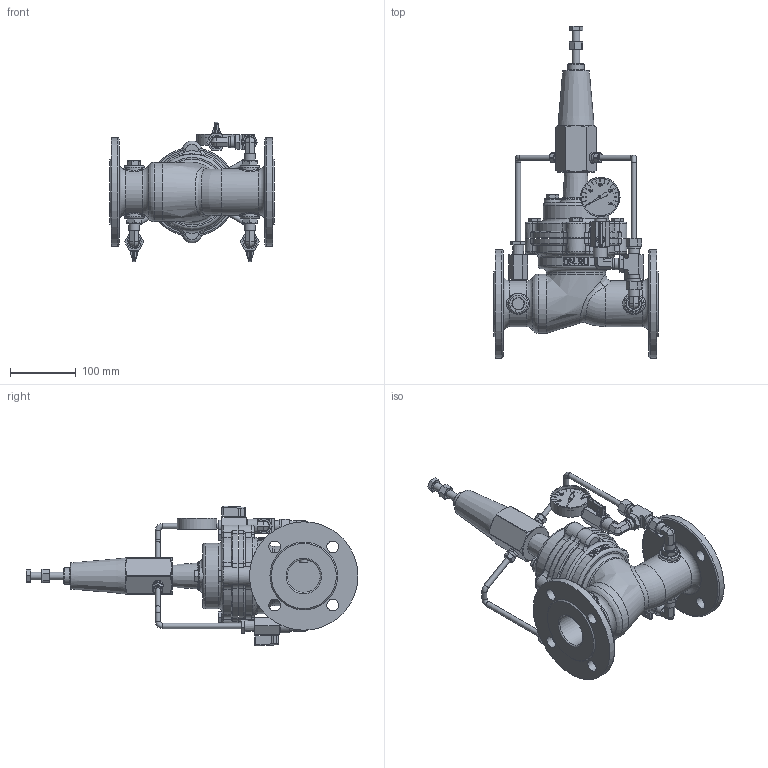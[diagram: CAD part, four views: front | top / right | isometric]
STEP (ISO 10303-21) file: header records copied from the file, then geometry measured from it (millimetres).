
FILE_DESCRIPTION(/* description */ (''),/* implementation_level */ '2;1');
FILE_NAME(/* name */ 'DN50_2D_STEP.stp',/* time_stamp */ '2024-12-22T18:15:35+03:00',/* author */ ('igorr'),/* organization */ (''),/* preprocessor_version */ 'ST-DEVELOPER v20',/* originating_system */ 'Autodesk Inventor 2025',/* authorisation */ '');
FILE_SCHEMA (('AUTOMOTIVE_DESIGN { 1 0 10303 214 3 1 1 }'));
Products named in the file (14): Сборка1; Деталь1; Деталь2; AS 1110 - M12 x 60; ANSI B18.2.4.2M - M12x1,75; AS 1110 - M12 x 20; AS 1110 - M10 x 16; Parker, симметричный входящий 
тройник VS272NTA VS272NTA-8-8; Parker, входящее колено,
 шарнирное 90° W169PL W169PL-6-
8; Parker, охватываемый-охватывающий 
концы труб, компактная 
ручка, шаровой мини-
клапан608 MV608-8; Деталь3; JIS B 2301 Втулка типа 
i - Класс II 3/8 x 1/4; Деталь4; Деталь5
Assembly tree (25 placements, depth 2):
  Сборка1
    Деталь1
    Деталь2
    AS 1110 - M12 x 60
    ANSI B18.2.4.2M - M12x1,75
    AS 1110 - M12 x 20
    AS 1110 - M10 x 16  x6
    Parker, входящее колено,
 шарнирное 90° W169PL W169PL-6-
8  x4
    Parker, симметричный входящий 
тройник VS272NTA VS272NTA-8-8
    Parker, охватываемый-охватывающий 
концы труб, компактная 
ручка, шаровой мини-
клапан608 MV608-8  x3
    Деталь3  x2
    JIS B 2301 Втулка типа 
i - Класс II 3/8 x 1/4  x2
    Деталь4
    Деталь5
Bounding box: 250 x 505 x 212.76 mm (x, y, z)
Volume: 3153223.7 mm3; surface area: 409716.9 mm2
Topology: 25 solids, 25 shells, 1461 faces, 3431 edges, 2155 vertices
Faces by surface type: plane 726, cylinder 276, cone 207, bspline 147, torus 93, sphere 12
Full cylindrical faces by diameter (mm): 2.03 x1, 3 x1, 7 x3, 7.544 x8, 7.732 x4, 8 x9, 8.585 x2, 9.652 x3, 10 x7, 10.106 x1, 10.302 x1, 11 x6, 11.445 x2, 12 x6, 12.065 x3, 12.446 x3, 13.167 x4, 13.194 x3, 15 x3, 16 x6, 16.459 x4, 16.669 x8, 16.764 x8, 17.005 x2, 17.536 x1, 18 x11, 20.066 x2, 21.158 x6, 25 x3, 50 x2
Entity records: 35449 total; most frequent: CARTESIAN_POINT 10306, ORIENTED_EDGE 5112, DIRECTION 4701, EDGE_CURVE 2556, AXIS2_PLACEMENT_3D 1786, VERTEX_POINT 1623, EDGE_LOOP 1193, LINE 1129
